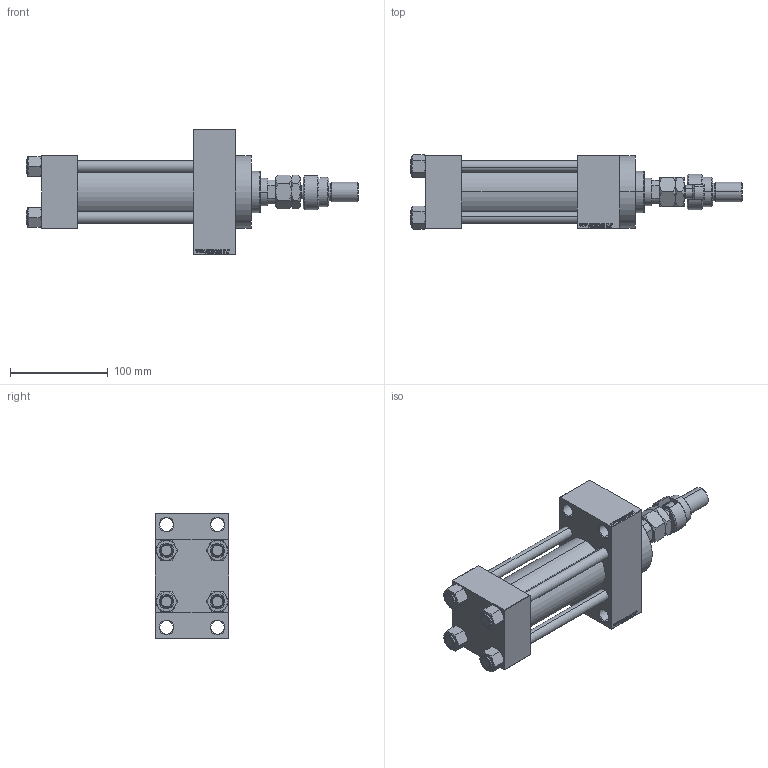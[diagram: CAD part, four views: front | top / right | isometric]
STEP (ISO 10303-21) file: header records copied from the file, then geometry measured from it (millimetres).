
FILE_DESCRIPTION (( 'STEP AP203' ), '1' );
FILE_NAME ('c5c3.STEP', '2025-02-04T10:13:22', ( '' ), ( '' ), 'SwSTEP 2.0', 'SolidWorks 2019', '' );
FILE_SCHEMA (( 'CONFIG_CONTROL_DESIGN' ));
Length unit declared in the file: millimetre
Products named in the file (9): c5c3; V215CR_VCP_D 48a7e5c2bdc012ed91055a61efd7070d; MFA 48a7e5c2bdc012ed91055a61efd7070d; NUT_M5_D 48a7e5c2bdc012ed91055a61efd7070d; V215CR_D_TYCINKA 48a7e5c2bdc012ed91055a61efd7070d; V215_VC_A 48a7e5c2bdc012ed91055a61efd7070d; V215CR_D_Body 48a7e5c2bdc012ed91055a61efd7070d; DFA 48a7e5c2bdc012ed91055a61efd7070d; FEMALE_PART_FOR_DFA 48a7e5c2bdc012ed91055a61efd7070d
Assembly tree (14 placements, depth 3):
  c5c3
    V215CR_D_Body 48a7e5c2bdc012ed91055a61efd7070d
    V215CR_VCP_D 48a7e5c2bdc012ed91055a61efd7070d
    NUT_M5_D 48a7e5c2bdc012ed91055a61efd7070d  x4
    V215CR_D_TYCINKA 48a7e5c2bdc012ed91055a61efd7070d  x4
    V215_VC_A 48a7e5c2bdc012ed91055a61efd7070d
    DFA 48a7e5c2bdc012ed91055a61efd7070d
      FEMALE_PART_FOR_DFA 48a7e5c2bdc012ed91055a61efd7070d
      MFA 48a7e5c2bdc012ed91055a61efd7070d
Bounding box: 339 x 75.54 x 128 mm (x, y, z)
Volume: 958208.7 mm3; surface area: 216417.2 mm2
Topology: 13 solids, 13 shells, 1189 faces, 2934 edges, 1885 vertices
Faces by surface type: plane 525, bspline 368, cone 182, cylinder 102, torus 12
Entity records: 50065 total; most frequent: CARTESIAN_POINT 25813, ORIENTED_EDGE 5360, DIRECTION 3574, EDGE_CURVE 2680, VERTEX_POINT 1741, LINE 1562, VECTOR 1562, EDGE_LOOP 1203
